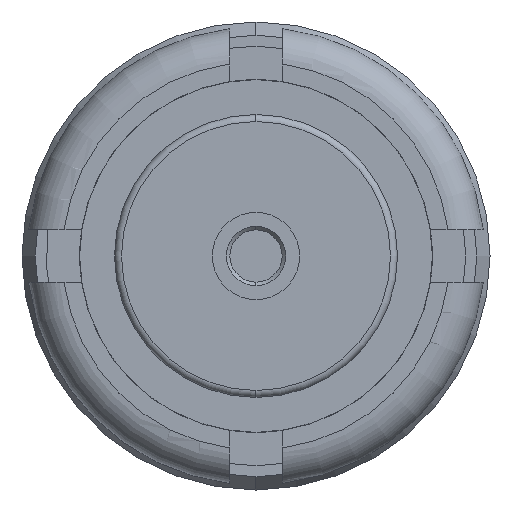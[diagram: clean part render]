
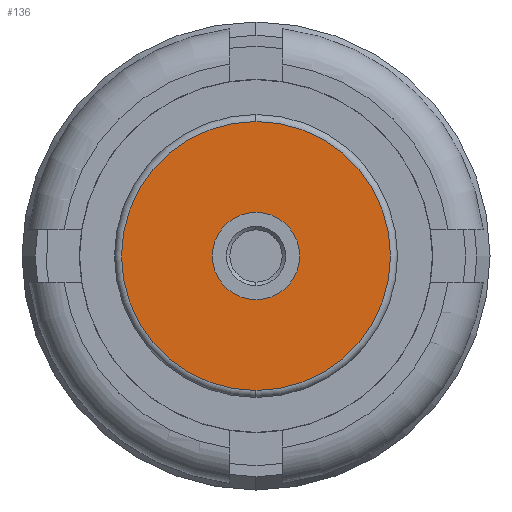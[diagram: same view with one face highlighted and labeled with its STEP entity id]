
A CAD part, left-side view. The second image highlights one B-rep face of the part: STEP entity #136.
In plain terms, the highlighted planar face has unit normal (-1, 0, 0).
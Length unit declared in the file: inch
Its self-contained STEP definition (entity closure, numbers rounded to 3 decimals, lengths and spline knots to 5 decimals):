
#38 = EDGE_CURVE ( 'NONE', #169, #1647, #915, .T. ) ;
#91 = DIRECTION ( 'NONE',  ( 0., 0., -1. ) ) ;
#104 = PLANE ( 'NONE',  #2091 ) ;
#113 = ORIENTED_EDGE ( 'NONE', *, *, #38, .F. ) ;
#136 = ADVANCED_FACE ( 'NONE', ( #1986, #2339 ), #104, .F. ) ;
#139 = CIRCLE ( 'NONE', #2401, 0.0125 ) ;
#169 = VERTEX_POINT ( 'NONE', #685 ) ;
#247 = CARTESIAN_POINT ( 'NONE',  ( 0.00319, 0., 0.0385 ) ) ;
#343 = EDGE_LOOP ( 'NONE', ( #1176, #113 ) ) ;
#452 = CARTESIAN_POINT ( 'NONE',  ( 0.00319, 0., 0. ) ) ;
#469 = DIRECTION ( 'NONE',  ( -1., 0., 0. ) ) ;
#565 = ORIENTED_EDGE ( 'NONE', *, *, #1802, .T. ) ;
#645 = EDGE_CURVE ( 'NONE', #2313, #2406, #2098, .T. ) ;
#668 = CARTESIAN_POINT ( 'NONE',  ( 0.00319, 0., 0. ) ) ;
#685 = CARTESIAN_POINT ( 'NONE',  ( 0.00319, 0., -0.0125 ) ) ;
#843 = DIRECTION ( 'NONE',  ( 1., 0., 0. ) ) ;
#911 = DIRECTION ( 'NONE',  ( 0., 0., -1. ) ) ;
#915 = CIRCLE ( 'NONE', #2156, 0.0125 ) ;
#1087 = CARTESIAN_POINT ( 'NONE',  ( 0.00319, 0., 0. ) ) ;
#1176 = ORIENTED_EDGE ( 'NONE', *, *, #2253, .F. ) ;
#1204 = CARTESIAN_POINT ( 'NONE',  ( 0.00319, 0., 0. ) ) ;
#1266 = CARTESIAN_POINT ( 'NONE',  ( 0.00319, 0., -0.0385 ) ) ;
#1415 = CARTESIAN_POINT ( 'NONE',  ( 0.00319, 0., 0.0125 ) ) ;
#1548 = DIRECTION ( 'NONE',  ( 0., 0., 1. ) ) ;
#1564 = EDGE_LOOP ( 'NONE', ( #2346, #565 ) ) ;
#1605 = DIRECTION ( 'NONE',  ( 0., 0., 1. ) ) ;
#1617 = CARTESIAN_POINT ( 'NONE',  ( 0.00319, 0., 0. ) ) ;
#1647 = VERTEX_POINT ( 'NONE', #1415 ) ;
#1679 = DIRECTION ( 'NONE',  ( -1., 0., 0. ) ) ;
#1802 = EDGE_CURVE ( 'NONE', #2406, #2313, #1856, .T. ) ;
#1856 = CIRCLE ( 'NONE', #1967, 0.0385 ) ;
#1967 = AXIS2_PLACEMENT_3D ( 'NONE', #1087, #1679, #911 ) ;
#1986 = FACE_BOUND ( 'NONE', #343, .T. ) ;
#2091 = AXIS2_PLACEMENT_3D ( 'NONE', #668, #843, #2178 ) ;
#2098 = CIRCLE ( 'NONE', #2431, 0.0385 ) ;
#2156 = AXIS2_PLACEMENT_3D ( 'NONE', #452, #2311, #1548 ) ;
#2167 = DIRECTION ( 'NONE',  ( -1., 0., 0. ) ) ;
#2178 = DIRECTION ( 'NONE',  ( 0., 0., -1. ) ) ;
#2253 = EDGE_CURVE ( 'NONE', #1647, #169, #139, .T. ) ;
#2311 = DIRECTION ( 'NONE',  ( -1., 0., 0. ) ) ;
#2313 = VERTEX_POINT ( 'NONE', #1266 ) ;
#2339 = FACE_OUTER_BOUND ( 'NONE', #1564, .T. ) ;
#2346 = ORIENTED_EDGE ( 'NONE', *, *, #645, .T. ) ;
#2401 = AXIS2_PLACEMENT_3D ( 'NONE', #1617, #469, #1605 ) ;
#2406 = VERTEX_POINT ( 'NONE', #247 ) ;
#2431 = AXIS2_PLACEMENT_3D ( 'NONE', #1204, #2167, #91 ) ;
